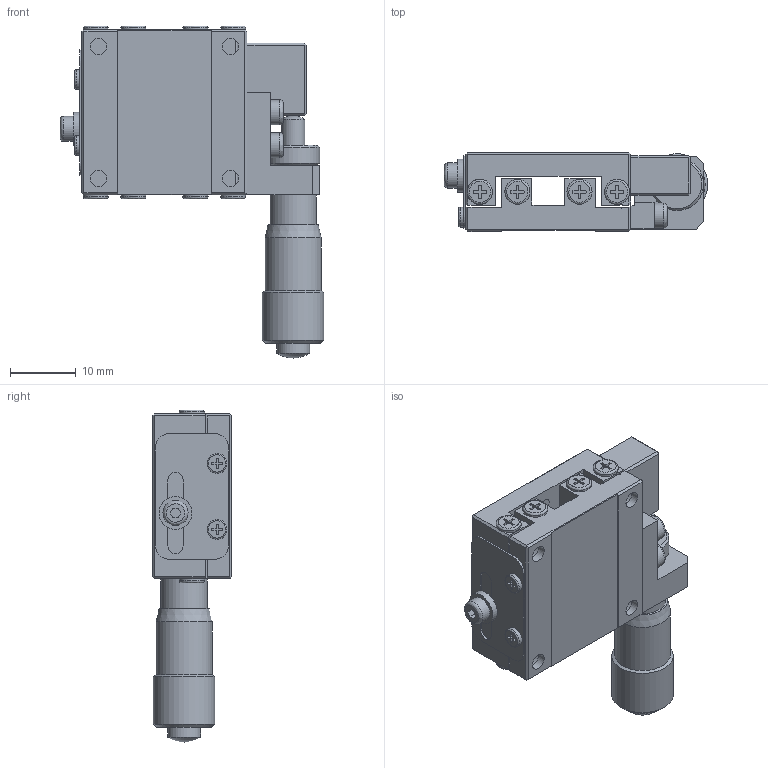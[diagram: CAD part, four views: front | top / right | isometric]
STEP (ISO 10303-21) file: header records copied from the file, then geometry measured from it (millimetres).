
FILE_DESCRIPTION (( 'STEP AP203' ), '1' );
FILE_NAME ('516405.STEP', '2022-11-01T10:53:53', ( '' ), ( '' ), 'SwSTEP 2.0', 'SolidWorks 2020', '' );
FILE_SCHEMA (( 'CONFIG_CONTROL_DESIGN' ));
Length unit declared in the file: millimetre
Products named in the file (1): 516405
Bounding box: 39.95 x 12 x 50.3 mm (x, y, z)
Volume: 9249.8 mm3; surface area: 6786.9 mm2
Topology: 3 solids, 3 shells, 381 faces, 926 edges, 595 vertices
Faces by surface type: plane 258, cylinder 93, cone 15, bspline 13, torus 2
Full cylindrical faces by diameter (mm): 1.567 x8, 2.3 x1, 2.5 x4, 3 x2, 3.5 x3, 3.8 x11, 4 x2, 4.2 x3, 4.5 x1, 5 x3, 6 x1, 7 x1, 8 x1, 8.5 x1, 9.3 x1
Entity records: 10936 total; most frequent: CARTESIAN_POINT 2247, DIRECTION 1756, ORIENTED_EDGE 1666, EDGE_CURVE 833, LINE 614, VECTOR 614, VERTEX_POINT 575, AXIS2_PLACEMENT_3D 571
